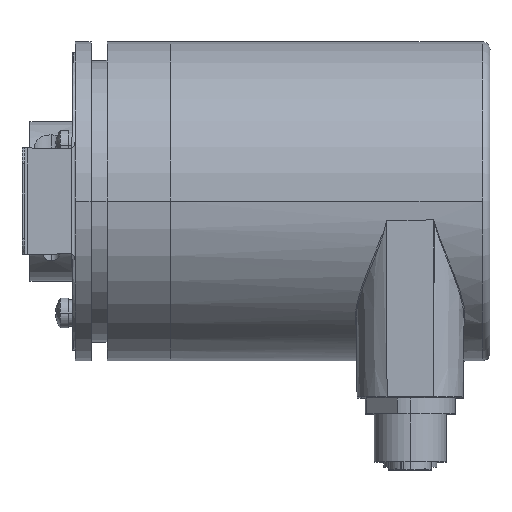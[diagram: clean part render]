
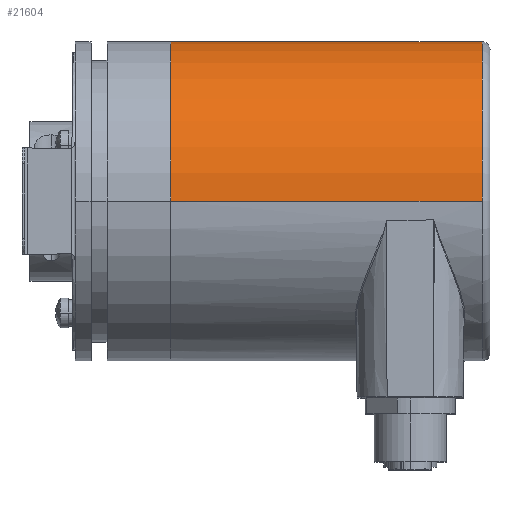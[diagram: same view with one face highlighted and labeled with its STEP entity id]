
A CAD part, top view. The second image highlights one B-rep face of the part: STEP entity #21604.
In plain terms, the highlighted cylindrical face has radius 30 mm (diameter 60 mm), a partial arc.
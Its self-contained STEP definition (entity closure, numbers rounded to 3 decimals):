
#115 = CARTESIAN_POINT ( 'NONE',  ( 3480.523, 18270.446, -30. ) ) ;
#707 = DIRECTION ( 'NONE',  ( -1., 0., 0. ) ) ;
#800 = VERTEX_POINT ( 'NONE', #115 ) ;
#857 = CARTESIAN_POINT ( 'NONE',  ( 3539.023, 18270.446, 0. ) ) ;
#1259 = CARTESIAN_POINT ( 'NONE',  ( 3540.523, 18270.446, -30. ) ) ;
#1330 = EDGE_LOOP ( 'NONE', ( #37485, #14443, #1801, #37480, #24184 ) ) ;
#1801 = ORIENTED_EDGE ( 'NONE', *, *, #27955, .T. ) ;
#2716 = EDGE_CURVE ( 'NONE', #16482, #12325, #29641, .T. ) ;
#3005 = DIRECTION ( 'NONE',  ( 1., 0., 0. ) ) ;
#3124 = VERTEX_POINT ( 'NONE', #34165 ) ;
#4117 = AXIS2_PLACEMENT_3D ( 'NONE', #33070, #3005, #22924 ) ;
#4217 = DIRECTION ( 'NONE',  ( 0., 0., 1. ) ) ;
#4578 = CARTESIAN_POINT ( 'NONE',  ( 3480.523, 18270.446, 30. ) ) ;
#6043 = CIRCLE ( 'NONE', #15356, 30. ) ;
#7598 = CARTESIAN_POINT ( 'NONE',  ( 3539.023, 18300.446, 0. ) ) ;
#9681 = CARTESIAN_POINT ( 'NONE',  ( 3539.023, 18270.446, 30. ) ) ;
#9744 = DIRECTION ( 'NONE',  ( -1., 0., 0. ) ) ;
#11839 = EDGE_CURVE ( 'NONE', #800, #12325, #23683, .T. ) ;
#12287 = DIRECTION ( 'NONE',  ( 0., 0., 1. ) ) ;
#12325 = VERTEX_POINT ( 'NONE', #4578 ) ;
#13799 = DIRECTION ( 'NONE',  ( 0., 0., 1. ) ) ;
#14443 = ORIENTED_EDGE ( 'NONE', *, *, #31068, .T. ) ;
#15326 = LINE ( 'NONE', #1259, #19991 ) ;
#15356 = AXIS2_PLACEMENT_3D ( 'NONE', #857, #707, #4217 ) ;
#15506 = CARTESIAN_POINT ( 'NONE',  ( 3539.023, 18270.446, 0. ) ) ;
#15869 = AXIS2_PLACEMENT_3D ( 'NONE', #15506, #21777, #12287 ) ;
#16482 = VERTEX_POINT ( 'NONE', #9681 ) ;
#19991 = VECTOR ( 'NONE', #41412, 1000. ) ;
#21323 = FACE_OUTER_BOUND ( 'NONE', #1330, .T. ) ;
#21604 = ADVANCED_FACE ( 'NONE', ( #21323 ), #32373, .T. ) ;
#21777 = DIRECTION ( 'NONE',  ( -1., 0., 0. ) ) ;
#22924 = DIRECTION ( 'NONE',  ( 0., 0., 1. ) ) ;
#23396 = AXIS2_PLACEMENT_3D ( 'NONE', #35554, #23864, #13799 ) ;
#23683 = CIRCLE ( 'NONE', #4117, 30. ) ;
#23864 = DIRECTION ( 'NONE',  ( -1., 0., 0. ) ) ;
#24184 = ORIENTED_EDGE ( 'NONE', *, *, #2716, .F. ) ;
#27955 = EDGE_CURVE ( 'NONE', #3124, #800, #15326, .T. ) ;
#29641 = LINE ( 'NONE', #43007, #32250 ) ;
#31068 = EDGE_CURVE ( 'NONE', #39010, #3124, #6043, .T. ) ;
#32250 = VECTOR ( 'NONE', #9744, 1000. ) ;
#32373 = CYLINDRICAL_SURFACE ( 'NONE', #23396, 30. ) ;
#33070 = CARTESIAN_POINT ( 'NONE',  ( 3480.523, 18270.446, 0. ) ) ;
#34165 = CARTESIAN_POINT ( 'NONE',  ( 3539.023, 18270.446, -30. ) ) ;
#35554 = CARTESIAN_POINT ( 'NONE',  ( 3540.523, 18270.446, 0. ) ) ;
#35765 = EDGE_CURVE ( 'NONE', #16482, #39010, #35815, .T. ) ;
#35815 = CIRCLE ( 'NONE', #15869, 30. ) ;
#37480 = ORIENTED_EDGE ( 'NONE', *, *, #11839, .T. ) ;
#37485 = ORIENTED_EDGE ( 'NONE', *, *, #35765, .T. ) ;
#39010 = VERTEX_POINT ( 'NONE', #7598 ) ;
#41412 = DIRECTION ( 'NONE',  ( -1., 0., 0. ) ) ;
#43007 = CARTESIAN_POINT ( 'NONE',  ( 3540.523, 18270.446, 30. ) ) ;
